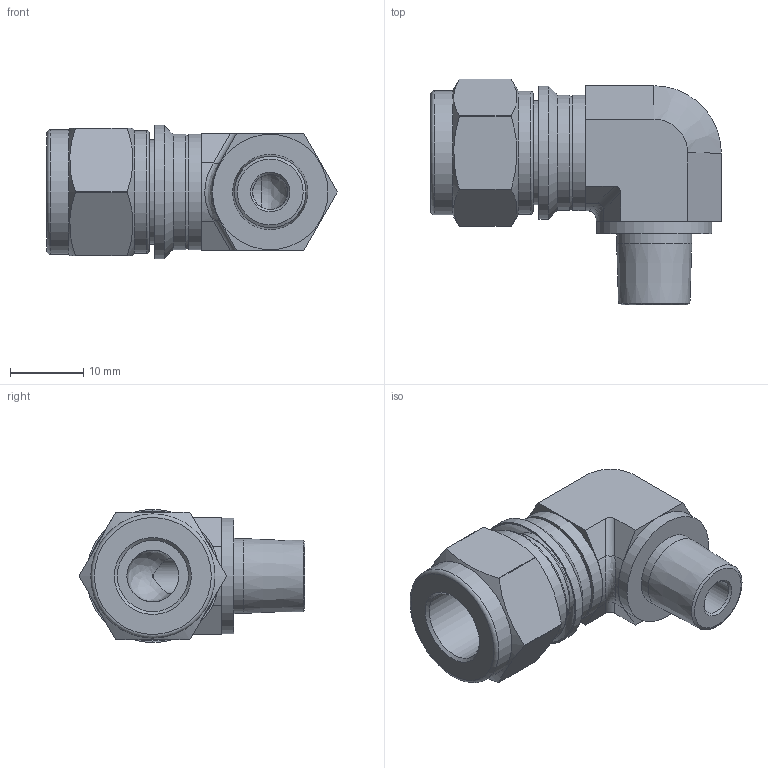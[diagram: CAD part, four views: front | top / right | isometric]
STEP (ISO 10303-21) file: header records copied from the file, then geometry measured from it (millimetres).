
FILE_DESCRIPTION(/* description */ (''),/* implementation_level */ '2;1');
FILE_NAME(/* name */ 'SMEI-6-2N.stp',/* time_stamp */ '2022-05-16T15:52:57+09:00',/* author */ ('user'),/* organization */ (''),/* preprocessor_version */ 'ST-DEVELOPER v18.1',/* originating_system */ 'Autodesk Inventor 2022',/* authorisation */ '');
FILE_SCHEMA (('AUTOMOTIVE_DESIGN { 1 0 10303 214 3 1 1 }'));
Length unit declared in the file: millimetre
Products named in the file (1): SME-6-2N
Bounding box: 39.77 x 30.88 x 18.25 mm (x, y, z)
Volume: 7706.8 mm3; surface area: 4698.2 mm2
Topology: 1 solids, 1 shells, 69 faces, 156 edges, 98 vertices
Faces by surface type: plane 27, cylinder 24, cone 13, bspline 3, torus 2
Full cylindrical faces by diameter (mm): 4.8 x1, 7.11 x1, 7.112 x1, 9.73 x1, 10.28 x1, 12.5 x1, 13.05 x1, 14.28 x1, 15.8 x3, 16.8 x1, 17 x1, 18.25 x1
Entity records: 2068 total; most frequent: CARTESIAN_POINT 473, DIRECTION 339, ORIENTED_EDGE 312, EDGE_CURVE 156, AXIS2_PLACEMENT_3D 134, VERTEX_POINT 98, EDGE_LOOP 80, LINE 71
